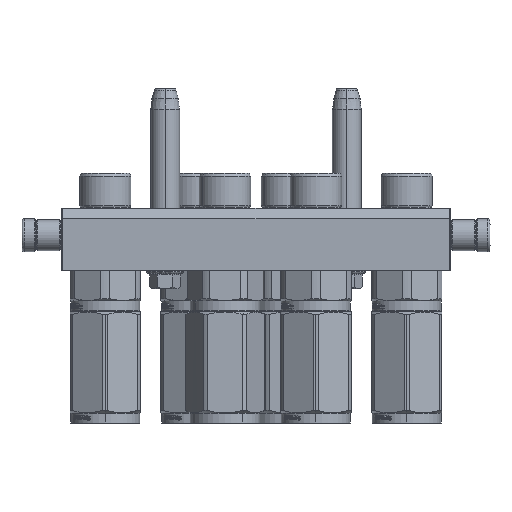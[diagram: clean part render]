
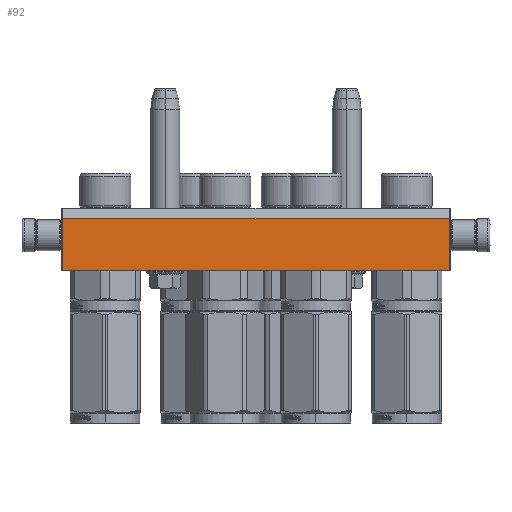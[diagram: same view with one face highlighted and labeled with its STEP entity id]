
A CAD part, left-side view. The second image highlights one B-rep face of the part: STEP entity #92.
In plain terms, the highlighted face is planar.
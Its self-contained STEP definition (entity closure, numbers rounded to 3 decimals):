
#92 = ADVANCED_FACE ( 'NONE', ( #51100 ), #6132, .T. ) ;
#1134 = DIRECTION ( 'NONE',  ( 0., 1., 0. ) ) ;
#1433 = ORIENTED_EDGE ( 'NONE', *, *, #23897, .F. ) ;
#3387 = CARTESIAN_POINT ( 'NONE',  ( -93.5, -10., -45. ) ) ;
#4633 = VECTOR ( 'NONE', #19621, 1000. ) ;
#5293 = CARTESIAN_POINT ( 'NONE',  ( 93.5, -10., -45. ) ) ;
#6132 = PLANE ( 'NONE',  #53567 ) ;
#8372 = EDGE_CURVE ( 'NONE', #19029, #37078, #54429, .T. ) ;
#9321 = EDGE_CURVE ( 'NONE', #30024, #51586, #57821, .T. ) ;
#12200 = CARTESIAN_POINT ( 'NONE',  ( 93.5, 15., -45. ) ) ;
#12562 = EDGE_LOOP ( 'NONE', ( #1433, #44162, #54798, #57506 ) ) ;
#13446 = DIRECTION ( 'NONE',  ( 0., 1., 0. ) ) ;
#14311 = CARTESIAN_POINT ( 'NONE',  ( -93.5, -10., -45. ) ) ;
#14401 = CARTESIAN_POINT ( 'NONE',  ( -93.5, 15., -45. ) ) ;
#15338 = DIRECTION ( 'NONE',  ( 0., 0., -1. ) ) ;
#18377 = EDGE_CURVE ( 'NONE', #30024, #19029, #53216, .T. ) ;
#18880 = VECTOR ( 'NONE', #42534, 1000. ) ;
#19029 = VERTEX_POINT ( 'NONE', #49045 ) ;
#19621 = DIRECTION ( 'NONE',  ( 1., 0., 0. ) ) ;
#23897 = EDGE_CURVE ( 'NONE', #37078, #51586, #38569, .T. ) ;
#28213 = DIRECTION ( 'NONE',  ( -1., 0., 0. ) ) ;
#29196 = CARTESIAN_POINT ( 'NONE',  ( 93.5, 15., -45. ) ) ;
#30024 = VERTEX_POINT ( 'NONE', #53015 ) ;
#30340 = VECTOR ( 'NONE', #13446, 1000. ) ;
#37078 = VERTEX_POINT ( 'NONE', #12200 ) ;
#38569 = LINE ( 'NONE', #29196, #18880 ) ;
#41722 = CARTESIAN_POINT ( 'NONE',  ( 94., -15., -45. ) ) ;
#42534 = DIRECTION ( 'NONE',  ( -1., 0., 0. ) ) ;
#44162 = ORIENTED_EDGE ( 'NONE', *, *, #8372, .F. ) ;
#49045 = CARTESIAN_POINT ( 'NONE',  ( 93.5, -10., -45. ) ) ;
#50864 = VECTOR ( 'NONE', #1134, 1000. ) ;
#51100 = FACE_OUTER_BOUND ( 'NONE', #12562, .T. ) ;
#51586 = VERTEX_POINT ( 'NONE', #14401 ) ;
#53015 = CARTESIAN_POINT ( 'NONE',  ( -93.5, -10., -45. ) ) ;
#53216 = LINE ( 'NONE', #14311, #4633 ) ;
#53567 = AXIS2_PLACEMENT_3D ( 'NONE', #41722, #15338, #28213 ) ;
#54429 = LINE ( 'NONE', #5293, #50864 ) ;
#54798 = ORIENTED_EDGE ( 'NONE', *, *, #18377, .F. ) ;
#57506 = ORIENTED_EDGE ( 'NONE', *, *, #9321, .T. ) ;
#57821 = LINE ( 'NONE', #3387, #30340 ) ;
